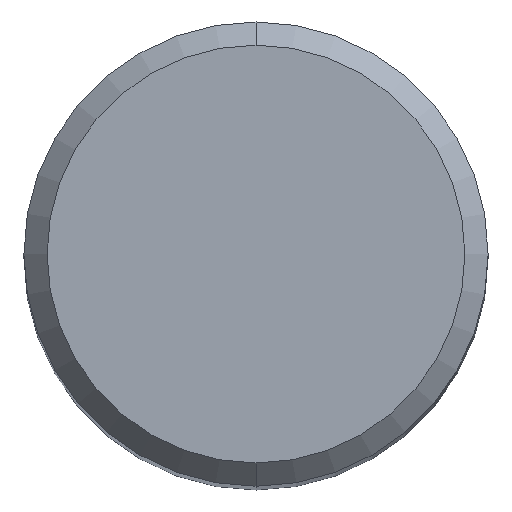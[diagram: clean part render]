
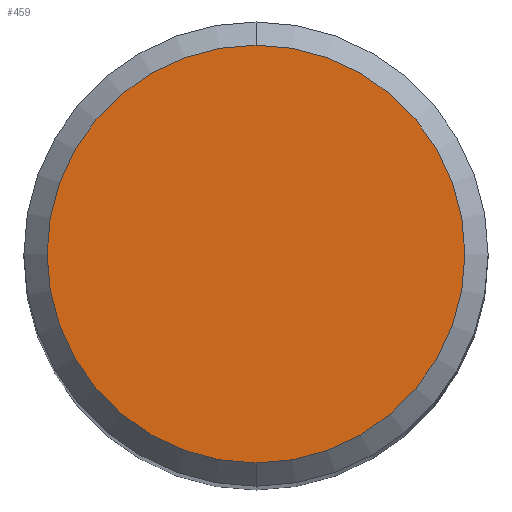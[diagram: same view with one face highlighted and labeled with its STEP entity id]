
A CAD part, top view. The second image highlights one B-rep face of the part: STEP entity #459.
In plain terms, the highlighted planar face has unit normal (0, 0, 1).
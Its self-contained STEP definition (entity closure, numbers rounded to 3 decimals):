
#285=VERTEX_POINT('',#605);
#407=EDGE_CURVE('',#421,#285,#739,.T.);
#421=VERTEX_POINT('',#754);
#429=EDGE_CURVE('',#285,#421,#762,.T.);
#459=ADVANCED_FACE('',(#795),#796,.T.);
#605=CARTESIAN_POINT('',(0.,-5.4,0.0));
#739=CIRCLE('',#1291,5.4);
#754=CARTESIAN_POINT('',(0.0,5.4,0.0));
#762=CIRCLE('',#1366,5.4);
#795=FACE_OUTER_BOUND('',#1502,.T.);
#796=PLANE('',#1503);
#1291=AXIS2_PLACEMENT_3D('',#1816,#1817,#1818);
#1366=AXIS2_PLACEMENT_3D('',#1835,#1836,#1837);
#1502=EDGE_LOOP('',(#1864,#1865));
#1503=AXIS2_PLACEMENT_3D('',#1866,#1867,#1868);
#1816=CARTESIAN_POINT('',(0.0,0.0,0.0));
#1817=DIRECTION('',(0.0,0.0,-1.0));
#1818=DIRECTION('',(0.0,1.0,0.0));
#1835=CARTESIAN_POINT('',(0.0,0.0,0.0));
#1836=DIRECTION('',(0.0,0.0,-1.0));
#1837=DIRECTION('',(0.0,1.0,0.0));
#1864=ORIENTED_EDGE('',*,*,#407,.F.);
#1865=ORIENTED_EDGE('',*,*,#429,.F.);
#1866=CARTESIAN_POINT('',(0.0,2.7,0.0));
#1867=DIRECTION('',(-0.0,0.0,1.0));
#1868=DIRECTION('',(0.0,-1.0,0.0));
